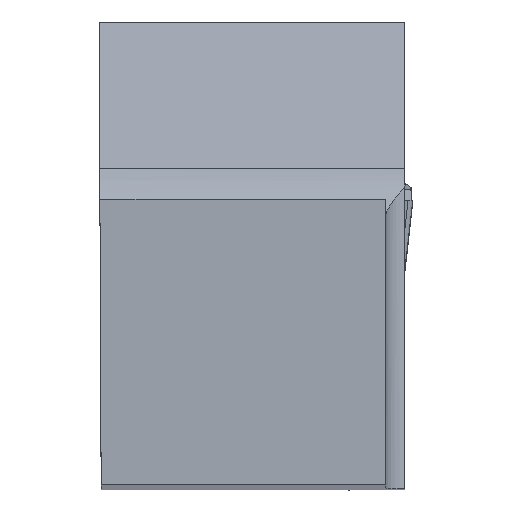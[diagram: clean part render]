
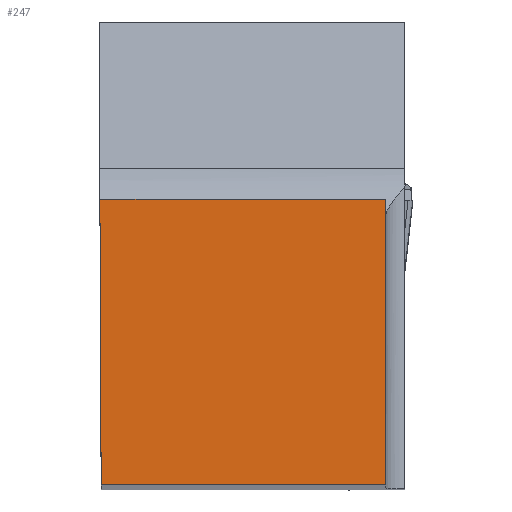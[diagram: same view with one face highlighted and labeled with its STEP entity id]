
A CAD part, top view. The second image highlights one B-rep face of the part: STEP entity #247.
In plain terms, the highlighted planar face has unit normal (0, 0, 1).
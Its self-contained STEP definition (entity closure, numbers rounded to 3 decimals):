
#247=ADVANCED_FACE('CU_BACK_SU1',(#399),#345,.F.);
#345=PLANE('',#1987);
#399=FACE_OUTER_BOUND('',#502,.T.);
#502=EDGE_LOOP('',(#1045,#1046,#1047,#1048));
#624=LINE('',#2596,#767);
#627=LINE('',#2602,#770);
#652=LINE('',#2687,#795);
#654=LINE('',#2690,#797);
#767=VECTOR('',#2159,1.);
#770=VECTOR('',#2164,1.);
#795=VECTOR('',#2231,1.);
#797=VECTOR('',#2235,1.);
#1045=ORIENTED_EDGE('',*,*,#1699,.T.);
#1046=ORIENTED_EDGE('',*,*,#1701,.F.);
#1047=ORIENTED_EDGE('',*,*,#1666,.T.);
#1048=ORIENTED_EDGE('',*,*,#1663,.T.);
#1488=VERTEX_POINT('',#2595);
#1489=VERTEX_POINT('',#2597);
#1491=VERTEX_POINT('',#2603);
#1506=VERTEX_POINT('',#2686);
#1663=EDGE_CURVE('',#1489,#1488,#624,.T.);
#1666=EDGE_CURVE('',#1491,#1489,#627,.T.);
#1699=EDGE_CURVE('',#1488,#1506,#652,.T.);
#1701=EDGE_CURVE('',#1491,#1506,#654,.T.);
#1987=AXIS2_PLACEMENT_3D('',#2691,#2236,#2237);
#2159=DIRECTION('',(0.004,-1.,0.));
#2164=DIRECTION('',(-1.,0.,0.));
#2231=DIRECTION('',(1.,0.,0.));
#2235=DIRECTION('',(0.,-1.,0.));
#2236=DIRECTION('',(0.,0.,-1.));
#2237=DIRECTION('',(0.,-1.,0.));
#2595=CARTESIAN_POINT('',(0.052,0.,0.));
#2596=CARTESIAN_POINT('',(-0.088,31.973,0.));
#2597=CARTESIAN_POINT('',(0.,11.875,0.));
#2602=CARTESIAN_POINT('',(-22.594,11.875,0.));
#2603=CARTESIAN_POINT('',(11.875,11.875,0.));
#2686=CARTESIAN_POINT('',(11.875,0.,0.));
#2687=CARTESIAN_POINT('',(-22.594,0.,0.));
#2690=CARTESIAN_POINT('',(11.875,31.875,0.));
#2691=CARTESIAN_POINT('',(-22.594,31.875,0.));
